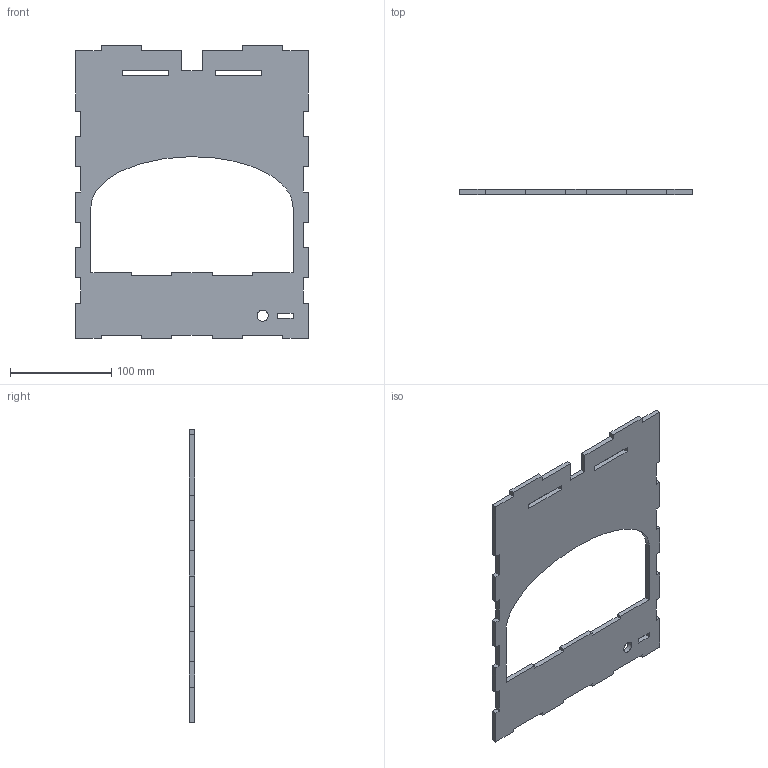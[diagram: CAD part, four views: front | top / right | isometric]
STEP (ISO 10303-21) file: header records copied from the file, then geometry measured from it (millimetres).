
FILE_DESCRIPTION(/* description */ (''),/* implementation_level */ '2;1');
FILE_NAME(/* name */ 'back v9.step',/* time_stamp */ '2022-03-07T12:18:34+00:00',/* author */ (''),/* organization */ (''),/* preprocessor_version */ 'ST-DEVELOPER v18.1',/* originating_system */ 'Autodesk Translation Framework v10.13.0.1454',/* authorisation */ '');
FILE_SCHEMA (('AUTOMOTIVE_DESIGN { 1 0 10303 214 3 1 1 }'));
Length unit declared in the file: millimetre
Products named in the file (1): back
Bounding box: 230 x 5 x 290 mm (x, y, z)
Volume: 212333.6 mm3; surface area: 95185.6 mm2
Topology: 1 solids, 1 shells, 87 faces, 255 edges, 170 vertices
Faces by surface type: plane 85, cylinder 1, bspline 1
Full cylindrical faces by diameter (mm): 11 x1
Entity records: 2891 total; most frequent: CARTESIAN_POINT 522, ORIENTED_EDGE 510, DIRECTION 433, EDGE_CURVE 255, LINE 251, VECTOR 251, VERTEX_POINT 170, EDGE_LOOP 97
